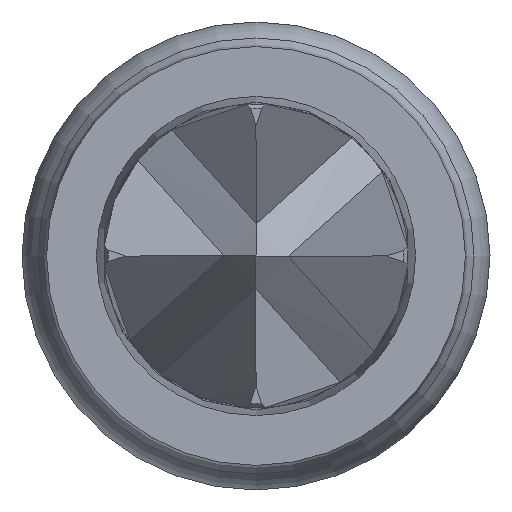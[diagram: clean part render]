
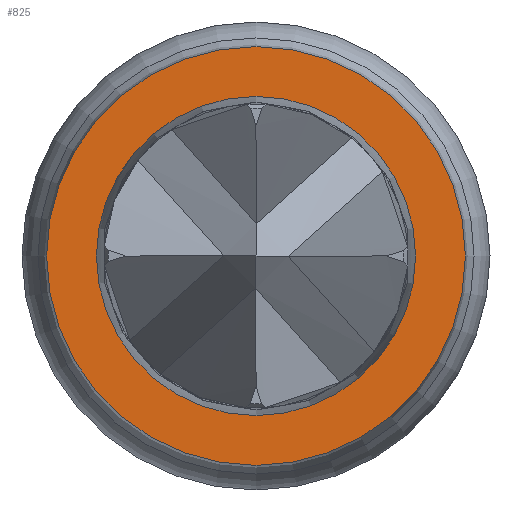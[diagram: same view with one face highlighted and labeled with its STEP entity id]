
A CAD part, left-side view. The second image highlights one B-rep face of the part: STEP entity #825.
In plain terms, the highlighted planar face has unit normal (-1, 0, 0).
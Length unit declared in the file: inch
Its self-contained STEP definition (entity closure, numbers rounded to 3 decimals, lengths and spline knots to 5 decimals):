
#82 = EDGE_LOOP ( 'NONE', ( #336 ) ) ;
#129 = VERTEX_POINT ( 'NONE', #3129 ) ;
#203 = CARTESIAN_POINT ( 'NONE',  ( 0., 0., 0. ) ) ;
#207 = EDGE_CURVE ( 'NONE', #953, #953, #1184, .T. ) ;
#284 = AXIS2_PLACEMENT_3D ( 'NONE', #203, #3050, #2010 ) ;
#336 = ORIENTED_EDGE ( 'NONE', *, *, #1810, .T. ) ;
#369 = CIRCLE ( 'NONE', #1049, 0.01378 ) ;
#475 = FACE_BOUND ( 'NONE', #1238, .T. ) ;
#649 = DIRECTION ( 'NONE',  ( -1., 0., 0. ) ) ;
#714 = ORIENTED_EDGE ( 'NONE', *, *, #207, .T. ) ;
#750 = CARTESIAN_POINT ( 'NONE',  ( 0., 0.0129, 0. ) ) ;
#825 = ADVANCED_FACE ( 'NONE', ( #475, #3191 ), #2015, .T. ) ;
#953 = VERTEX_POINT ( 'NONE', #1600 ) ;
#1049 = AXIS2_PLACEMENT_3D ( 'NONE', #1934, #649, #2903 ) ;
#1184 = CIRCLE ( 'NONE', #284, 0.0105 ) ;
#1238 = EDGE_LOOP ( 'NONE', ( #714 ) ) ;
#1600 = CARTESIAN_POINT ( 'NONE',  ( 0., -0.0105, 0. ) ) ;
#1810 = EDGE_CURVE ( 'NONE', #129, #129, #369, .T. ) ;
#1934 = CARTESIAN_POINT ( 'NONE',  ( 0., 0., 0. ) ) ;
#2010 = DIRECTION ( 'NONE',  ( 0., -1., 0. ) ) ;
#2015 = PLANE ( 'NONE',  #2126 ) ;
#2057 = DIRECTION ( 'NONE',  ( -1., 0., 0. ) ) ;
#2126 = AXIS2_PLACEMENT_3D ( 'NONE', #750, #2057, #3047 ) ;
#2903 = DIRECTION ( 'NONE',  ( 0., 0., 1. ) ) ;
#3047 = DIRECTION ( 'NONE',  ( 0., 0., 1. ) ) ;
#3050 = DIRECTION ( 'NONE',  ( 1., 0., 0. ) ) ;
#3129 = CARTESIAN_POINT ( 'NONE',  ( 0., 0., 0.01378 ) ) ;
#3191 = FACE_OUTER_BOUND ( 'NONE', #82, .T. ) ;
